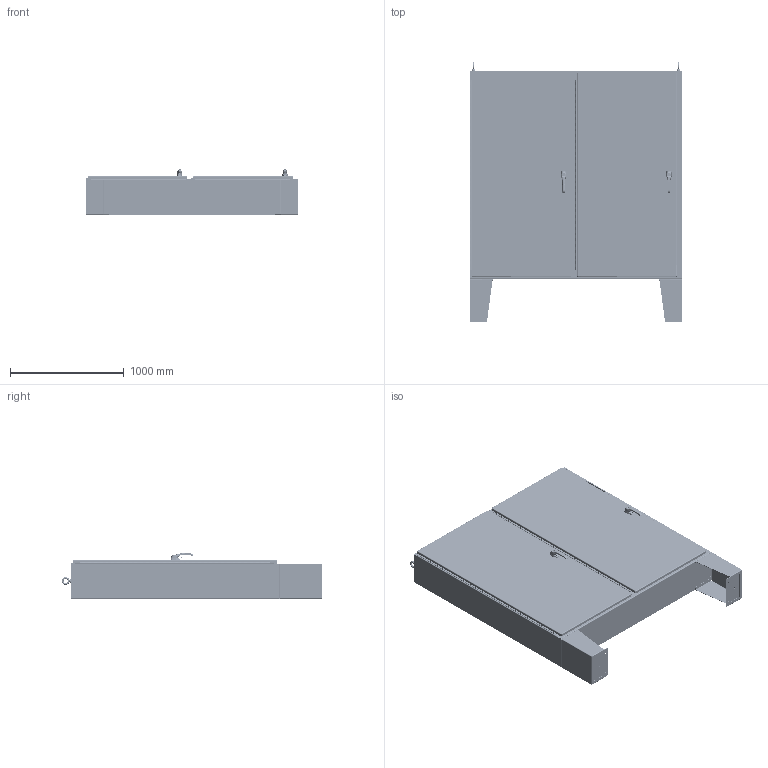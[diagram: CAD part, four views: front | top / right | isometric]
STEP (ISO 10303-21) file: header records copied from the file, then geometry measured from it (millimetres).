
FILE_DESCRIPTION(/* description */ ('WA_X_U, FLOOR MOUNT DISC., BLR, 72X73X12'),/* implementation_level */ '2;1');
FILE_NAME(/* name */ 'WA72X7312U.stp',/* time_stamp */ '2017-04-05T11:28:36+06:00',/* author */ ('vdas'),/* organization */ (''),/* preprocessor_version */ 'ST-DEVELOPER v16.1',/* originating_system */ 'Autodesk Inventor 2016',/* authorisation */ '');
FILE_SCHEMA (('AUTOMOTIVE_DESIGN { 1 0 10303 214 3 1 1 }'));
Products named in the file (107): WA72X7312UBLR; WAX7312UTOP; WAX7312UBTM; HFW332010S; HFW12085_5_INCH; HFW388191; HFW332010; HFW332014; HFW332009; HFW332012; HFW332015; HFW332003; HFW332004; HFW332007; HFW332013; HFW332008S; HFW332008; WA72XURML; WA72XUMLR; 30365; 3881; 31431; HFW332001-1; HFW332001-2; HFW332001; 30234; HFW3762; 34929; 34932; 34920; 3905; HFW332011; WA72XUMR; 30364; 31665; FUN00129_WAX73U; 30626; 30229; 316298; HFW3025 ...
Assembly tree (178 placements, depth 6):
  WA72X7312U
    WA72X7312UBLR
    WAX7312UTOP
    WAX7312UBTM
    WA72XUMR
      HFW332010
        HFW332010S
        HFW12085_5_INCH
        HFW388191
      HFW332014
      HFW332009
      HFW332012  x2
      HFW332015  x2
      HFW332003
      HFW332004
      HFW332007
      HFW332008
        HFW332013
        HFW332008S
      WA72XURML
      WA72XUMLR
      30365  x2
      3881
      31431  x6
      HFW332001
        HFW332001-1
        HFW332001-2
      30234
      HFW3762
      34929
      34932
      34920  x6
      3905
      HFW332011  x2
    30364  x2
    31665  x2
    FUN00129_WAX73U
    30626  x2
    30229  x8
    316298  x2
    HFW3025  x2
    349132  x2
    HFW3878  x2
    WA72X73UDR_1  x2
      WA72X73UDR
      LARGE_DOOR_ROD_ASSM-37027
        HFW31712
          1091-903_AF0
            1091-903_AF0_1
            1091-903_AF0_2
          PLASTIC-ROLLER-CAM_AF0_ASM
            PLASTIC-ROLLER-CAM_AF1
            7379-M6-8X25_AF0
            LOCK-NUT_AF0
          SUPPORT-ROLL_AF0
          1091-BR11_AF0
        37027  x2
        3021WIE  x2
        HFW3762  x4
        31215  x2
Bounding box: 1873.25 x 2292.25 x 396.45 mm (x, y, z)
Volume: 39379610 mm3; surface area: 24057745.5 mm2
Topology: 215 solids, 215 shells, 8909 faces, 22211 edges, 13743 vertices
Faces by surface type: plane 4152, cylinder 2996, bspline 575, torus 554, cone 432, sphere 200
Full cylindrical faces by diameter (mm): 1.587 x1, 2.5 x2, 3 x2, 3.048 x2, 3.1 x4, 3.15 x2, 3.175 x2, 3.5 x2, 3.607 x2, 3.9 x2, 3.962 x6, 4.2 x4, 4.5 x4, 4.762 x1, 4.825 x40, 4.978 x5, 5 x6, 5.08 x8, 5.105 x6, 5.156 x8, 5.4 x6, 5.69 x8, 6 x6, 6.128 x4, 6.172 x4, 6.337 x12, 6.35 x74, 6.41 x4, 6.528 x1, 6.604 x3
Entity records: 141972 total; most frequent: CARTESIAN_POINT 54822, DIRECTION 18054, ORIENTED_EDGE 16924, EDGE_CURVE 8429, AXIS2_PLACEMENT_3D 6686, VERTEX_POINT 5392, LINE 4682, VECTOR 4682
